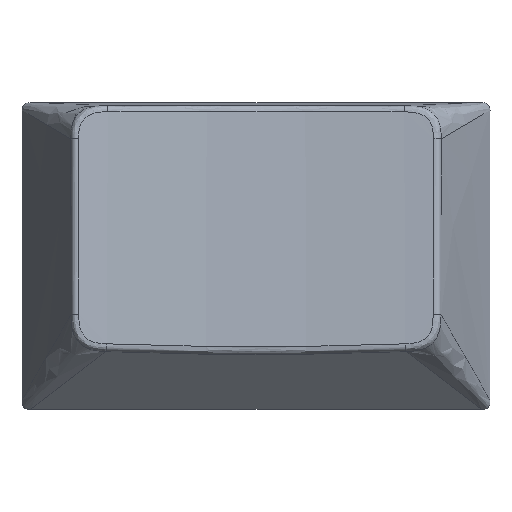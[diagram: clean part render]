
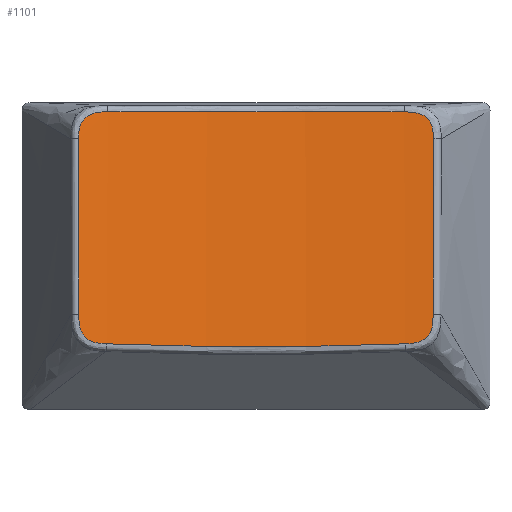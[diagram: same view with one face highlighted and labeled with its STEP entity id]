
A CAD part, top view. The second image highlights one B-rep face of the part: STEP entity #1101.
In plain terms, the highlighted cylindrical face has radius 106.066 mm (diameter 212.132 mm), a partial arc.
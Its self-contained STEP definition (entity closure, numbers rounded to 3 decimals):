
#18=CIRCLE('',#1175,105.05);
#25=CYLINDRICAL_SURFACE('',#1174,106.066);
#68=FACE_OUTER_BOUND('',#134,.T.);
#134=EDGE_LOOP('',(#779,#780,#781,#782,#783,#784,#785,#786));
#208=B_SPLINE_CURVE_WITH_KNOTS('',3,(#2107,#2108,#2109,#2110,#2111,#2112,
#2113,#2114,#2115,#2116,#2117,#2118,#2119,#2120),.UNSPECIFIED.,.F.,.F.,
(4,2,2,2,2,2,4),(-0.148,3.823,7.793,9.096,
13.063,17.03,17.594),.UNSPECIFIED.);
#209=B_SPLINE_CURVE_WITH_KNOTS('',3,(#2122,#2123,#2124,#2125,#2126,#2127,
#2128,#2129,#2130,#2131,#2132),.UNSPECIFIED.,.F.,.F.,(4,1,1,1,1,1,1,1,4),
(0.175,0.596,0.971,1.301,1.604,1.902,
2.224,2.586,2.995),.UNSPECIFIED.);
#210=B_SPLINE_CURVE_WITH_KNOTS('',3,(#2134,#2135,#2136,#2137),
 .UNSPECIFIED.,.F.,.F.,(4,4),(-0.175,10.261),.UNSPECIFIED.);
#211=B_SPLINE_CURVE_WITH_KNOTS('',3,(#2139,#2140,#2141,#2142,#2143,#2144,
#2145,#2146,#2147,#2148,#2149),.UNSPECIFIED.,.F.,.F.,(4,1,1,1,1,1,1,1,4),
(0.239,0.671,1.057,1.397,1.706,2.001,
2.303,2.634,3.003),.UNSPECIFIED.);
#212=B_SPLINE_CURVE_WITH_KNOTS('',3,(#2153,#2154,#2155,#2156,#2157,#2158,
#2159,#2160,#2161,#2162),.UNSPECIFIED.,.F.,.F.,(4,1,1,1,1,1,1,4),(0.116,
0.486,0.816,1.119,1.413,1.722,2.063,
2.881),.UNSPECIFIED.);
#213=B_SPLINE_CURVE_WITH_KNOTS('',3,(#2164,#2165,#2166,#2167),
 .UNSPECIFIED.,.F.,.F.,(4,4),(-0.116,10.32),.UNSPECIFIED.);
#214=B_SPLINE_CURVE_WITH_KNOTS('',3,(#2168,#2169,#2170,#2171,#2172,#2173,
#2174,#2175,#2176,#2177,#2178),.UNSPECIFIED.,.F.,.F.,(4,1,1,1,1,1,1,1,4),
(0.148,0.556,0.918,1.24,1.539,1.841,
2.172,2.546,2.967),.UNSPECIFIED.);
#488=VERTEX_POINT('',#2105);
#489=VERTEX_POINT('',#2106);
#490=VERTEX_POINT('',#2121);
#491=VERTEX_POINT('',#2133);
#492=VERTEX_POINT('',#2138);
#493=VERTEX_POINT('',#2150);
#494=VERTEX_POINT('',#2152);
#495=VERTEX_POINT('',#2163);
#599=EDGE_CURVE('',#488,#489,#208,.T.);
#600=EDGE_CURVE('',#489,#490,#209,.F.);
#601=EDGE_CURVE('',#490,#491,#210,.T.);
#602=EDGE_CURVE('',#491,#492,#211,.F.);
#603=EDGE_CURVE('',#492,#493,#18,.T.);
#604=EDGE_CURVE('',#493,#494,#212,.F.);
#605=EDGE_CURVE('',#494,#495,#213,.T.);
#606=EDGE_CURVE('',#495,#488,#214,.F.);
#779=ORIENTED_EDGE('',*,*,#599,.T.);
#780=ORIENTED_EDGE('',*,*,#600,.T.);
#781=ORIENTED_EDGE('',*,*,#601,.T.);
#782=ORIENTED_EDGE('',*,*,#602,.T.);
#783=ORIENTED_EDGE('',*,*,#603,.T.);
#784=ORIENTED_EDGE('',*,*,#604,.T.);
#785=ORIENTED_EDGE('',*,*,#605,.T.);
#786=ORIENTED_EDGE('',*,*,#606,.T.);
#1101=ADVANCED_FACE('',(#68),#25,.F.);
#1174=AXIS2_PLACEMENT_3D('',#2104,#1269,#1270);
#1175=AXIS2_PLACEMENT_3D('',#2151,#1271,#1272);
#1269=DIRECTION('center_axis',(0.,-0.995,
0.103));
#1270=DIRECTION('ref_axis',(-0.71,0.073,0.701));
#1271=DIRECTION('center_axis',(0.,0.999,0.035));
#1272=DIRECTION('ref_axis',(-0.083,0.035,-0.996));
#2104=CARTESIAN_POINT('Origin',(0.,-76.101,90.743));
#2105=CARTESIAN_POINT('',(-8.821,-6.849,-22.724));
#2106=CARTESIAN_POINT('',(8.821,-6.849,-22.724));
#2107=CARTESIAN_POINT('Ctrl Pts',(-8.821,-6.849,-22.724));
#2108=CARTESIAN_POINT('Ctrl Pts',(-7.508,-6.9,-22.829));
#2109=CARTESIAN_POINT('Ctrl Pts',(-6.193,-6.94,-22.911));
#2110=CARTESIAN_POINT('Ctrl Pts',(-3.561,-6.996,-23.027));
#2111=CARTESIAN_POINT('Ctrl Pts',(-2.243,-7.012,-23.061));
#2112=CARTESIAN_POINT('Ctrl Pts',(-0.493,-7.02,
-23.076));
#2113=CARTESIAN_POINT('Ctrl Pts',(-0.061,-7.02,
-23.077));
#2114=CARTESIAN_POINT('Ctrl Pts',(1.688,-7.017,-23.071));
#2115=CARTESIAN_POINT('Ctrl Pts',(3.005,-7.004,-23.043));
#2116=CARTESIAN_POINT('Ctrl Pts',(5.635,-6.954,-22.94));
#2117=CARTESIAN_POINT('Ctrl Pts',(6.95,-6.918,-22.866));
#2118=CARTESIAN_POINT('Ctrl Pts',(8.448,-6.864,-22.754));
#2119=CARTESIAN_POINT('Ctrl Pts',(8.635,-6.857,-22.739));
#2120=CARTESIAN_POINT('Ctrl Pts',(8.821,-6.849,-22.724));
#2121=CARTESIAN_POINT('',(10.461,-5.098,-22.756));
#2122=CARTESIAN_POINT('Ctrl Pts',(10.461,-5.098,-22.756));
#2123=CARTESIAN_POINT('Ctrl Pts',(10.461,-5.237,-22.741));
#2124=CARTESIAN_POINT('Ctrl Pts',(10.457,-5.501,-22.714));
#2125=CARTESIAN_POINT('Ctrl Pts',(10.405,-5.872,-22.681));
#2126=CARTESIAN_POINT('Ctrl Pts',(10.292,-6.189,-22.659));
#2127=CARTESIAN_POINT('Ctrl Pts',(10.112,-6.445,-22.65));
#2128=CARTESIAN_POINT('Ctrl Pts',(9.869,-6.638,-22.653));
#2129=CARTESIAN_POINT('Ctrl Pts',(9.567,-6.765,-22.668));
#2130=CARTESIAN_POINT('Ctrl Pts',(9.211,-6.831,-22.693));
#2131=CARTESIAN_POINT('Ctrl Pts',(8.956,-6.844,-22.713));
#2132=CARTESIAN_POINT('Ctrl Pts',(8.821,-6.849,-22.724));
#2133=CARTESIAN_POINT('',(10.47,5.283,-23.834));
#2134=CARTESIAN_POINT('Ctrl Pts',(10.461,-5.098,-22.756));
#2135=CARTESIAN_POINT('Ctrl Pts',(10.463,-1.638,-23.115));
#2136=CARTESIAN_POINT('Ctrl Pts',(10.466,1.822,-23.475));
#2137=CARTESIAN_POINT('Ctrl Pts',(10.47,5.283,-23.834));
#2138=CARTESIAN_POINT('',(8.741,6.849,-24.155));
#2139=CARTESIAN_POINT('Ctrl Pts',(8.741,6.849,-24.155));
#2140=CARTESIAN_POINT('Ctrl Pts',(8.884,6.849,-24.143));
#2141=CARTESIAN_POINT('Ctrl Pts',(9.155,6.844,-24.119));
#2142=CARTESIAN_POINT('Ctrl Pts',(9.534,6.787,-24.08));
#2143=CARTESIAN_POINT('Ctrl Pts',(9.856,6.669,-24.038));
#2144=CARTESIAN_POINT('Ctrl Pts',(10.111,6.488,-23.995));
#2145=CARTESIAN_POINT('Ctrl Pts',(10.297,6.251,-23.952));
#2146=CARTESIAN_POINT('Ctrl Pts',(10.414,5.966,-23.911));
#2147=CARTESIAN_POINT('Ctrl Pts',(10.467,5.637,-23.871));
#2148=CARTESIAN_POINT('Ctrl Pts',(10.47,5.405,-23.847));
#2149=CARTESIAN_POINT('Ctrl Pts',(10.47,5.283,-23.834));
#2150=CARTESIAN_POINT('',(-8.741,6.849,-24.155));
#2151=CARTESIAN_POINT('Origin',(0.,3.168,80.466));
#2152=CARTESIAN_POINT('',(-10.47,5.283,-23.834));
#2153=CARTESIAN_POINT('Ctrl Pts',(-10.47,5.283,-23.834));
#2154=CARTESIAN_POINT('Ctrl Pts',(-10.47,5.405,-23.847));
#2155=CARTESIAN_POINT('Ctrl Pts',(-10.467,5.637,-23.871));
#2156=CARTESIAN_POINT('Ctrl Pts',(-10.414,5.966,-23.911));
#2157=CARTESIAN_POINT('Ctrl Pts',(-10.297,6.251,-23.952));
#2158=CARTESIAN_POINT('Ctrl Pts',(-10.11,6.488,-23.995));
#2159=CARTESIAN_POINT('Ctrl Pts',(-9.856,6.669,-24.038));
#2160=CARTESIAN_POINT('Ctrl Pts',(-9.399,6.837,-24.097));
#2161=CARTESIAN_POINT('Ctrl Pts',(-9.01,6.848,-24.132));
#2162=CARTESIAN_POINT('Ctrl Pts',(-8.741,6.849,-24.155));
#2163=CARTESIAN_POINT('',(-10.461,-5.098,-22.756));
#2164=CARTESIAN_POINT('Ctrl Pts',(-10.47,5.283,-23.834));
#2165=CARTESIAN_POINT('Ctrl Pts',(-10.466,1.822,-23.475));
#2166=CARTESIAN_POINT('Ctrl Pts',(-10.463,-1.638,-23.115));
#2167=CARTESIAN_POINT('Ctrl Pts',(-10.461,-5.098,-22.756));
#2168=CARTESIAN_POINT('Ctrl Pts',(-8.821,-6.849,-22.724));
#2169=CARTESIAN_POINT('Ctrl Pts',(-8.956,-6.844,-22.713));
#2170=CARTESIAN_POINT('Ctrl Pts',(-9.211,-6.831,-22.693));
#2171=CARTESIAN_POINT('Ctrl Pts',(-9.567,-6.765,-22.668));
#2172=CARTESIAN_POINT('Ctrl Pts',(-9.869,-6.638,-22.653));
#2173=CARTESIAN_POINT('Ctrl Pts',(-10.112,-6.445,-22.65));
#2174=CARTESIAN_POINT('Ctrl Pts',(-10.292,-6.189,-22.659));
#2175=CARTESIAN_POINT('Ctrl Pts',(-10.405,-5.872,-22.681));
#2176=CARTESIAN_POINT('Ctrl Pts',(-10.457,-5.501,-22.714));
#2177=CARTESIAN_POINT('Ctrl Pts',(-10.461,-5.237,-22.741));
#2178=CARTESIAN_POINT('Ctrl Pts',(-10.461,-5.098,-22.756));
